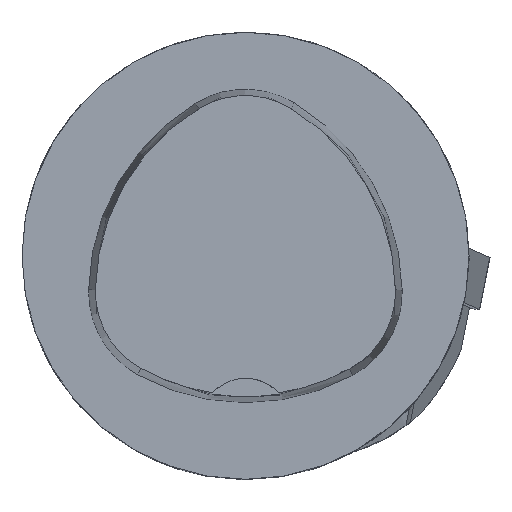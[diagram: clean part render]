
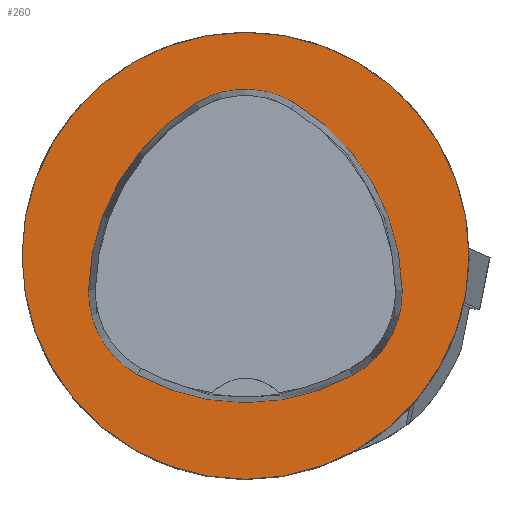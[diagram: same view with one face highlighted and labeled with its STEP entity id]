
A CAD part, top view. The second image highlights one B-rep face of the part: STEP entity #260.
In plain terms, the highlighted planar face has unit normal (0, 0, 1).
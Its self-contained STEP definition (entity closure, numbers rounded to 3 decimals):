
#260=ADVANCED_FACE('',(#514,#515),#318,.T.);
#318=PLANE('',#1534);
#514=FACE_BOUND('',#571,.T.);
#515=FACE_BOUND('',#572,.T.);
#571=EDGE_LOOP('',(#825,#826,#827,#828,#829,#830));
#572=EDGE_LOOP('',(#831));
#825=ORIENTED_EDGE('',*,*,#1247,.T.);
#826=ORIENTED_EDGE('',*,*,#1227,.T.);
#827=ORIENTED_EDGE('',*,*,#1231,.T.);
#828=ORIENTED_EDGE('',*,*,#1234,.T.);
#829=ORIENTED_EDGE('',*,*,#1237,.T.);
#830=ORIENTED_EDGE('',*,*,#1245,.T.);
#831=ORIENTED_EDGE('',*,*,#1250,.F.);
#1075=VERTEX_POINT('',#2381);
#1076=VERTEX_POINT('',#2382);
#1079=VERTEX_POINT('',#2390);
#1081=VERTEX_POINT('',#2396);
#1083=VERTEX_POINT('',#2402);
#1090=VERTEX_POINT('',#2423);
#1091=VERTEX_POINT('',#2433);
#1227=EDGE_CURVE('',#1075,#1076,#1325,.T.);
#1231=EDGE_CURVE('',#1076,#1079,#1327,.T.);
#1234=EDGE_CURVE('',#1079,#1081,#1329,.T.);
#1237=EDGE_CURVE('',#1081,#1083,#1331,.T.);
#1245=EDGE_CURVE('',#1083,#1090,#1335,.T.);
#1247=EDGE_CURVE('',#1090,#1075,#1337,.T.);
#1250=EDGE_CURVE('',#1091,#1091,#1340,.T.);
#1325=CIRCLE('',#1511,20.);
#1327=CIRCLE('',#1514,8.5);
#1329=CIRCLE('',#1517,20.);
#1331=CIRCLE('',#1520,8.5);
#1335=CIRCLE('',#1525,20.);
#1337=CIRCLE('',#1528,8.5);
#1340=CIRCLE('',#1533,20.);
#1511=AXIS2_PLACEMENT_3D('',#2380,#1800,#1801);
#1514=AXIS2_PLACEMENT_3D('',#2389,#1808,#1809);
#1517=AXIS2_PLACEMENT_3D('',#2395,#1815,#1816);
#1520=AXIS2_PLACEMENT_3D('',#2401,#1822,#1823);
#1525=AXIS2_PLACEMENT_3D('',#2424,#1834,#1835);
#1528=AXIS2_PLACEMENT_3D('',#2427,#1840,#1841);
#1533=AXIS2_PLACEMENT_3D('',#2432,#1850,#1851);
#1534=AXIS2_PLACEMENT_3D('',#2434,#1852,#1853);
#1800=DIRECTION('',(0.,0.,-1.));
#1801=DIRECTION('',(-1.,0.,0.));
#1808=DIRECTION('',(0.,0.,-1.));
#1809=DIRECTION('',(-1.,0.,0.));
#1815=DIRECTION('',(0.,0.,-1.));
#1816=DIRECTION('',(-1.,0.,0.));
#1822=DIRECTION('',(0.,0.,-1.));
#1823=DIRECTION('',(-1.,0.,0.));
#1834=DIRECTION('',(0.,0.,-1.));
#1835=DIRECTION('',(-1.,0.,0.));
#1840=DIRECTION('',(0.,0.,-1.));
#1841=DIRECTION('',(-1.,0.,0.));
#1850=DIRECTION('',(0.,0.,-1.));
#1851=DIRECTION('',(-1.,0.,0.));
#1852=DIRECTION('',(0.,0.,1.));
#1853=DIRECTION('',(1.,0.,0.));
#2380=CARTESIAN_POINT('',(5.955,-3.414,0.));
#2381=CARTESIAN_POINT('',(-14.041,-3.042,0.));
#2382=CARTESIAN_POINT('',(-4.472,13.653,0.));
#2389=CARTESIAN_POINT('',(-0.04,6.4,0.));
#2390=CARTESIAN_POINT('',(4.347,13.68,0.));
#2395=CARTESIAN_POINT('',(-5.976,-3.45,0.));
#2396=CARTESIAN_POINT('',(14.021,-3.075,0.));
#2401=CARTESIAN_POINT('',(5.522,-3.235,0.));
#2402=CARTESIAN_POINT('',(9.588,-10.699,0.));
#2423=CARTESIAN_POINT('',(-9.655,-10.639,0.));
#2424=CARTESIAN_POINT('',(0.022,6.864,0.));
#2427=CARTESIAN_POINT('',(-5.543,-3.2,0.));
#2432=CARTESIAN_POINT('',(0.,0.,
0.));
#2433=CARTESIAN_POINT('',(-20.,0.,0.));
#2434=CARTESIAN_POINT('',(0.,0.,
0.));
